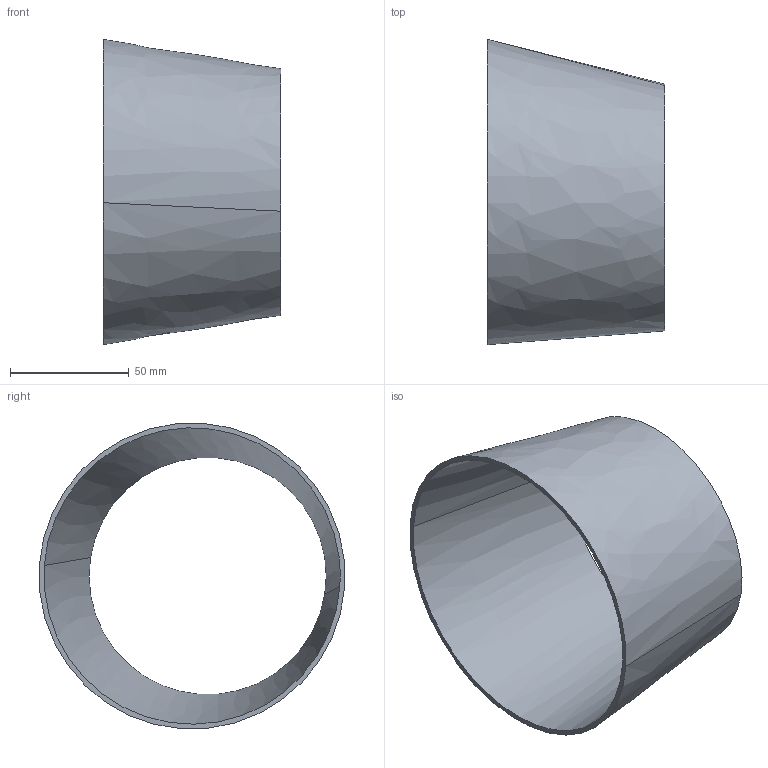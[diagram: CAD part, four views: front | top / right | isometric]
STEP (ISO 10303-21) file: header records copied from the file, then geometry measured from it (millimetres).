
FILE_DESCRIPTION (( 'STEP AP203' ), '1' );
FILE_NAME ('3D_R168_DN129-104_17322245.STEP', '2024-07-17T06:08:26', ( '' ), ( '' ), 'SwSTEP 2.0', 'SolidWorks 2024', '' );
FILE_SCHEMA (( 'CONFIG_CONTROL_DESIGN' ));
Length unit declared in the file: millimetre
Products named in the file (1): 3D_R168_DN129-104_17322245
Bounding box: 75 x 128.68 x 128.68 mm (x, y, z)
Volume: 54770.8 mm3; surface area: 56212.8 mm2
Topology: 1 solids, 1 shells, 6 faces, 12 edges, 8 vertices
Faces by surface type: bspline 4, plane 2
Entity records: 1665 total; most frequent: CARTESIAN_POINT 1479, ORIENTED_EDGE 24, DIRECTION 14, EDGE_CURVE 12, EDGE_LOOP 8, B_SPLINE_CURVE_WITH_KNOTS 8, PERSON_AND_ORGANIZATION 8, VERTEX_POINT 8
